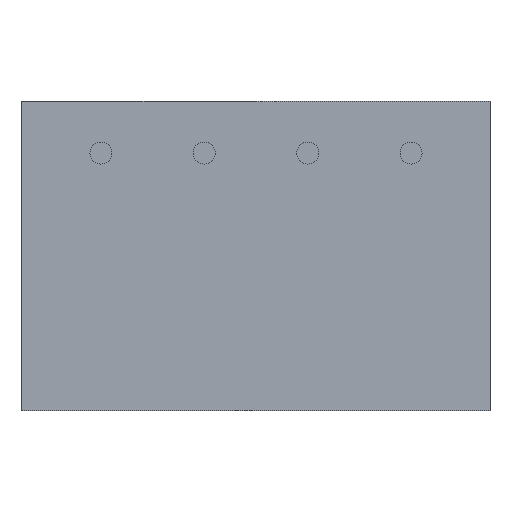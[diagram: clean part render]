
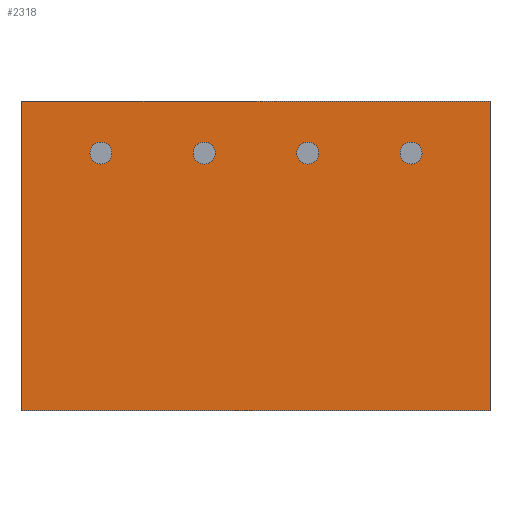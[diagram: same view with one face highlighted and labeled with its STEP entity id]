
A CAD part, front view. The second image highlights one B-rep face of the part: STEP entity #2318.
In plain terms, the highlighted planar face has unit normal (0, -1, 0).
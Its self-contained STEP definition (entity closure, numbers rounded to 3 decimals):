
#126 = CARTESIAN_POINT ( 'NONE',  ( -1.27, 0., 2.8 ) ) ;
#140 = DIRECTION ( 'NONE',  ( 0., 1., 0. ) ) ;
#148 = CARTESIAN_POINT ( 'NONE',  ( -5.75, 0., 0. ) ) ;
#241 = CARTESIAN_POINT ( 'NONE',  ( -3.81, 0., 2.8 ) ) ;
#253 = CARTESIAN_POINT ( 'NONE',  ( 3.81, 0., 2.53 ) ) ;
#266 = VECTOR ( 'NONE', #671, 1000. ) ;
#322 = DIRECTION ( 'NONE',  ( 0., 0., 1. ) ) ;
#325 = CIRCLE ( 'NONE', #3087, 0.27 ) ;
#383 = CARTESIAN_POINT ( 'NONE',  ( 0., 0., 3.8 ) ) ;
#398 = EDGE_CURVE ( 'NONE', #3296, #639, #1114, .T. ) ;
#464 = FACE_BOUND ( 'NONE', #4858, .T. ) ;
#488 = CARTESIAN_POINT ( 'NONE',  ( 3.81, 0., 2.53 ) ) ;
#593 = VERTEX_POINT ( 'NONE', #1526 ) ;
#639 = VERTEX_POINT ( 'NONE', #4190 ) ;
#646 = LINE ( 'NONE', #4254, #266 ) ;
#651 = ORIENTED_EDGE ( 'NONE', *, *, #3415, .F. ) ;
#671 = DIRECTION ( 'NONE',  ( 0., 0., -1. ) ) ;
#753 = CARTESIAN_POINT ( 'NONE',  ( -5.75, 0., 3.8 ) ) ;
#839 = DIRECTION ( 'NONE',  ( 0., 0., 1. ) ) ;
#910 = CARTESIAN_POINT ( 'NONE',  ( 0., 0., 0. ) ) ;
#1114 = CIRCLE ( 'NONE', #3892, 0.27 ) ;
#1165 = LINE ( 'NONE', #2096, #3172 ) ;
#1264 = DIRECTION ( 'NONE',  ( 0., 1., 0. ) ) ;
#1350 = ORIENTED_EDGE ( 'NONE', *, *, #1975, .T. ) ;
#1383 = CARTESIAN_POINT ( 'NONE',  ( 3.81, 0., 2.26 ) ) ;
#1387 = DIRECTION ( 'NONE',  ( 0., 1., 0. ) ) ;
#1467 = VERTEX_POINT ( 'NONE', #3638 ) ;
#1475 = DIRECTION ( 'NONE',  ( 0., 1., 0. ) ) ;
#1526 = CARTESIAN_POINT ( 'NONE',  ( -3.81, 0., 2.26 ) ) ;
#1531 = FACE_BOUND ( 'NONE', #4911, .T. ) ;
#1602 = ORIENTED_EDGE ( 'NONE', *, *, #3563, .T. ) ;
#1613 = DIRECTION ( 'NONE',  ( 0., 1., 0. ) ) ;
#1640 = CIRCLE ( 'NONE', #3045, 0.27 ) ;
#1742 = CARTESIAN_POINT ( 'NONE',  ( -3.81, 0., 2.53 ) ) ;
#1749 = AXIS2_PLACEMENT_3D ( 'NONE', #1742, #140, #4505 ) ;
#1855 = DIRECTION ( 'NONE',  ( 0., 0., 1. ) ) ;
#1862 = DIRECTION ( 'NONE',  ( 0., 1., 0. ) ) ;
#1936 = DIRECTION ( 'NONE',  ( 1., 0., 0. ) ) ;
#1938 = EDGE_CURVE ( 'NONE', #2054, #593, #3610, .T. ) ;
#1941 = ORIENTED_EDGE ( 'NONE', *, *, #398, .T. ) ;
#1975 = EDGE_CURVE ( 'NONE', #4207, #4442, #1165, .T. ) ;
#1993 = AXIS2_PLACEMENT_3D ( 'NONE', #4563, #2962, #2634 ) ;
#2025 = FACE_BOUND ( 'NONE', #3186, .T. ) ;
#2054 = VERTEX_POINT ( 'NONE', #241 ) ;
#2096 = CARTESIAN_POINT ( 'NONE',  ( 0., 0., -3.8 ) ) ;
#2108 = EDGE_LOOP ( 'NONE', ( #4499, #4112 ) ) ;
#2117 = DIRECTION ( 'NONE',  ( 0., 0., 1. ) ) ;
#2121 = DIRECTION ( 'NONE',  ( 0., 0., -1. ) ) ;
#2137 = EDGE_CURVE ( 'NONE', #593, #2054, #3483, .T. ) ;
#2318 = ADVANCED_FACE ( 'NONE', ( #1531, #464, #4694, #2025, #4448 ), #2879, .F. ) ;
#2323 = AXIS2_PLACEMENT_3D ( 'NONE', #3080, #1475, #322 ) ;
#2461 = EDGE_CURVE ( 'NONE', #639, #3296, #1640, .T. ) ;
#2493 = VERTEX_POINT ( 'NONE', #5011 ) ;
#2537 = VECTOR ( 'NONE', #1936, 1000. ) ;
#2634 = DIRECTION ( 'NONE',  ( 0., 0., 1. ) ) ;
#2639 = DIRECTION ( 'NONE',  ( 1., 0., 0. ) ) ;
#2833 = CIRCLE ( 'NONE', #3249, 0.27 ) ;
#2879 = PLANE ( 'NONE',  #3308 ) ;
#2900 = EDGE_CURVE ( 'NONE', #1467, #3794, #4840, .T. ) ;
#2962 = DIRECTION ( 'NONE',  ( 0., 1., 0. ) ) ;
#3045 = AXIS2_PLACEMENT_3D ( 'NONE', #253, #1862, #4637 ) ;
#3080 = CARTESIAN_POINT ( 'NONE',  ( -3.81, 0., 2.53 ) ) ;
#3087 = AXIS2_PLACEMENT_3D ( 'NONE', #4486, #4160, #2117 ) ;
#3117 = DIRECTION ( 'NONE',  ( 0., 1., 0. ) ) ;
#3172 = VECTOR ( 'NONE', #2639, 1000. ) ;
#3186 = EDGE_LOOP ( 'NONE', ( #4276, #1602 ) ) ;
#3249 = AXIS2_PLACEMENT_3D ( 'NONE', #5050, #3117, #1855 ) ;
#3278 = CIRCLE ( 'NONE', #4390, 0.27 ) ;
#3287 = LINE ( 'NONE', #383, #2537 ) ;
#3296 = VERTEX_POINT ( 'NONE', #1383 ) ;
#3308 = AXIS2_PLACEMENT_3D ( 'NONE', #910, #1264, #3710 ) ;
#3351 = CARTESIAN_POINT ( 'NONE',  ( -1.27, 0., 2.26 ) ) ;
#3360 = EDGE_CURVE ( 'NONE', #2493, #4442, #646, .T. ) ;
#3415 = EDGE_CURVE ( 'NONE', #4388, #2493, #3287, .T. ) ;
#3483 = CIRCLE ( 'NONE', #2323, 0.27 ) ;
#3563 = EDGE_CURVE ( 'NONE', #3794, #1467, #325, .T. ) ;
#3610 = CIRCLE ( 'NONE', #1749, 0.27 ) ;
#3621 = VERTEX_POINT ( 'NONE', #3351 ) ;
#3638 = CARTESIAN_POINT ( 'NONE',  ( 1.27, 0., 2.8 ) ) ;
#3690 = ORIENTED_EDGE ( 'NONE', *, *, #2137, .T. ) ;
#3710 = DIRECTION ( 'NONE',  ( 0., 0., 1. ) ) ;
#3794 = VERTEX_POINT ( 'NONE', #4265 ) ;
#3828 = ORIENTED_EDGE ( 'NONE', *, *, #3360, .F. ) ;
#3892 = AXIS2_PLACEMENT_3D ( 'NONE', #488, #1613, #839 ) ;
#4040 = VERTEX_POINT ( 'NONE', #126 ) ;
#4107 = EDGE_LOOP ( 'NONE', ( #651, #4407, #1350, #3828 ) ) ;
#4112 = ORIENTED_EDGE ( 'NONE', *, *, #4188, .T. ) ;
#4121 = CARTESIAN_POINT ( 'NONE',  ( -5.75, 0., -3.8 ) ) ;
#4160 = DIRECTION ( 'NONE',  ( 0., 1., 0. ) ) ;
#4188 = EDGE_CURVE ( 'NONE', #3621, #4040, #3278, .T. ) ;
#4190 = CARTESIAN_POINT ( 'NONE',  ( 3.81, 0., 2.8 ) ) ;
#4207 = VERTEX_POINT ( 'NONE', #4121 ) ;
#4254 = CARTESIAN_POINT ( 'NONE',  ( 5.75, 0., 0. ) ) ;
#4265 = CARTESIAN_POINT ( 'NONE',  ( 1.27, 0., 2.26 ) ) ;
#4276 = ORIENTED_EDGE ( 'NONE', *, *, #2900, .T. ) ;
#4288 = CARTESIAN_POINT ( 'NONE',  ( 5.75, 0., -3.8 ) ) ;
#4388 = VERTEX_POINT ( 'NONE', #753 ) ;
#4390 = AXIS2_PLACEMENT_3D ( 'NONE', #4565, #1387, #4498 ) ;
#4407 = ORIENTED_EDGE ( 'NONE', *, *, #4593, .T. ) ;
#4442 = VERTEX_POINT ( 'NONE', #4288 ) ;
#4448 = FACE_OUTER_BOUND ( 'NONE', #4107, .T. ) ;
#4486 = CARTESIAN_POINT ( 'NONE',  ( 1.27, 0., 2.53 ) ) ;
#4498 = DIRECTION ( 'NONE',  ( 0., 0., 1. ) ) ;
#4499 = ORIENTED_EDGE ( 'NONE', *, *, #4756, .T. ) ;
#4505 = DIRECTION ( 'NONE',  ( 0., 0., 1. ) ) ;
#4563 = CARTESIAN_POINT ( 'NONE',  ( 1.27, 0., 2.53 ) ) ;
#4565 = CARTESIAN_POINT ( 'NONE',  ( -1.27, 0., 2.53 ) ) ;
#4593 = EDGE_CURVE ( 'NONE', #4388, #4207, #5098, .T. ) ;
#4637 = DIRECTION ( 'NONE',  ( 0., 0., 1. ) ) ;
#4694 = FACE_BOUND ( 'NONE', #2108, .T. ) ;
#4756 = EDGE_CURVE ( 'NONE', #4040, #3621, #2833, .T. ) ;
#4840 = CIRCLE ( 'NONE', #1993, 0.27 ) ;
#4858 = EDGE_LOOP ( 'NONE', ( #4942, #3690 ) ) ;
#4911 = EDGE_LOOP ( 'NONE', ( #4920, #1941 ) ) ;
#4920 = ORIENTED_EDGE ( 'NONE', *, *, #2461, .T. ) ;
#4942 = ORIENTED_EDGE ( 'NONE', *, *, #1938, .T. ) ;
#4974 = VECTOR ( 'NONE', #2121, 1000. ) ;
#5011 = CARTESIAN_POINT ( 'NONE',  ( 5.75, 0., 3.8 ) ) ;
#5050 = CARTESIAN_POINT ( 'NONE',  ( -1.27, 0., 2.53 ) ) ;
#5098 = LINE ( 'NONE', #148, #4974 ) ;
